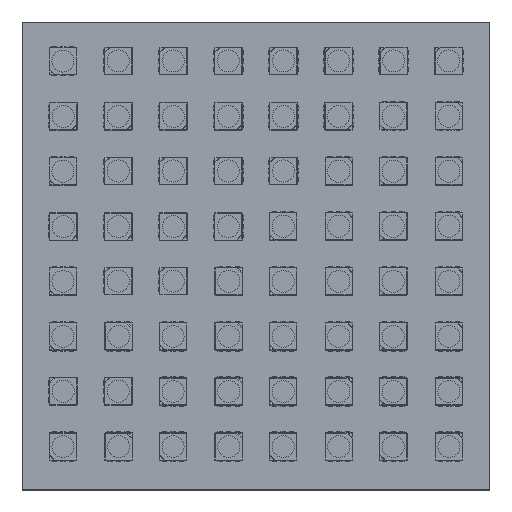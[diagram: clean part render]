
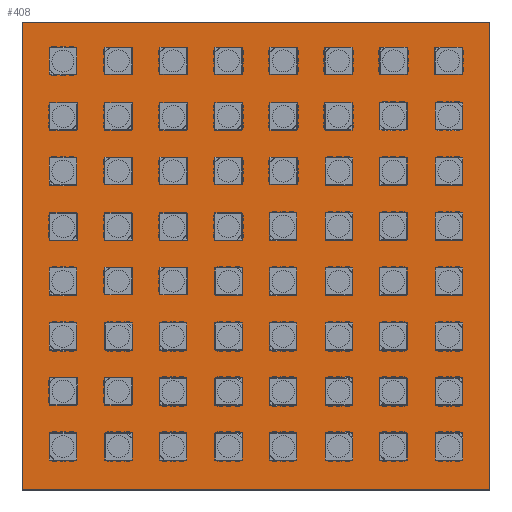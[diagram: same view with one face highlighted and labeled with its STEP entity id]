
A CAD part, top view. The second image highlights one B-rep face of the part: STEP entity #408.
In plain terms, the highlighted planar face has unit normal (0, 0, 1).
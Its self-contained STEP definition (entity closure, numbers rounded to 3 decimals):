
#289 = VERTEX_POINT('',#290);
#290 = CARTESIAN_POINT('',(-1.863,86.804,0.));
#307 = VERTEX_POINT('',#308);
#308 = CARTESIAN_POINT('',(-1.863,1.804,0.));
#314 = EDGE_CURVE('',#289,#307,#315,.T.);
#315 = LINE('',#316,#317);
#316 = CARTESIAN_POINT('',(-1.863,86.804,0.));
#317 = VECTOR('',#318,1.);
#318 = DIRECTION('',(0.,-1.,0.));
#338 = VERTEX_POINT('',#339);
#339 = CARTESIAN_POINT('',(83.137,1.804,0.));
#345 = EDGE_CURVE('',#307,#338,#346,.T.);
#346 = LINE('',#347,#348);
#347 = CARTESIAN_POINT('',(-1.863,1.804,0.));
#348 = VECTOR('',#349,1.);
#349 = DIRECTION('',(1.,0.,0.));
#369 = VERTEX_POINT('',#370);
#370 = CARTESIAN_POINT('',(83.137,86.804,0.));
#376 = EDGE_CURVE('',#338,#369,#377,.T.);
#377 = LINE('',#378,#379);
#378 = CARTESIAN_POINT('',(83.137,1.804,0.));
#379 = VECTOR('',#380,1.);
#380 = DIRECTION('',(0.,1.,0.));
#398 = EDGE_CURVE('',#369,#289,#399,.T.);
#399 = LINE('',#400,#401);
#400 = CARTESIAN_POINT('',(83.137,86.804,0.));
#401 = VECTOR('',#402,1.);
#402 = DIRECTION('',(-1.,0.,0.));
#408 = ADVANCED_FACE('',(#409),#415,.F.);
#409 = FACE_BOUND('',#410,.T.);
#410 = EDGE_LOOP('',(#411,#412,#413,#414));
#411 = ORIENTED_EDGE('',*,*,#314,.T.);
#412 = ORIENTED_EDGE('',*,*,#345,.T.);
#413 = ORIENTED_EDGE('',*,*,#376,.T.);
#414 = ORIENTED_EDGE('',*,*,#398,.T.);
#415 = PLANE('',#416);
#416 = AXIS2_PLACEMENT_3D('',#417,#418,#419);
#417 = CARTESIAN_POINT('',(-1.863,86.804,0.));
#418 = DIRECTION('',(0.,0.,-1.));
#419 = DIRECTION('',(-1.,0.,0.));
